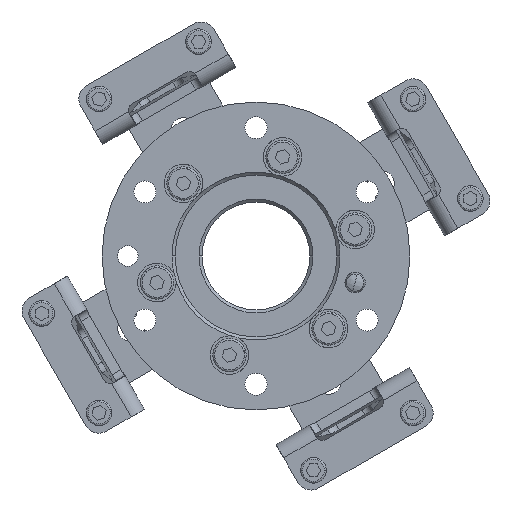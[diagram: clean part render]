
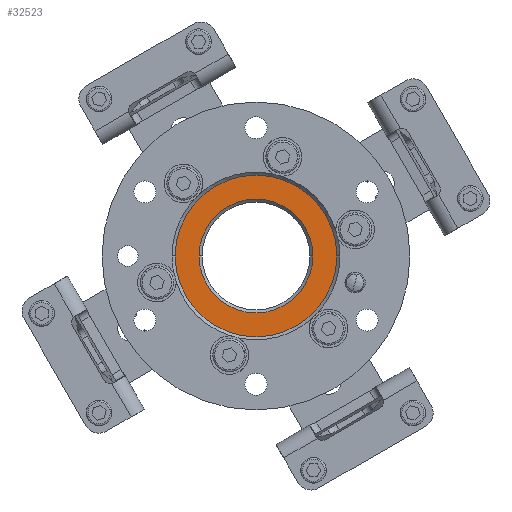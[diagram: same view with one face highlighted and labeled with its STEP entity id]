
A CAD part, left-side view. The second image highlights one B-rep face of the part: STEP entity #32523.
In plain terms, the highlighted planar face has unit normal (-1, 0, 0).
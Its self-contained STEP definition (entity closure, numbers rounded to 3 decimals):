
#1405 = AXIS2_PLACEMENT_3D ( 'NONE', #19871, #12087, #14759 ) ;
#1842 = EDGE_CURVE ( 'NONE', #8548, #20998, #4129, .T. ) ;
#1866 = DIRECTION ( 'NONE',  ( 0., -1., 0. ) ) ;
#2722 = CARTESIAN_POINT ( 'NONE',  ( -4., 0., 0. ) ) ;
#4129 = CIRCLE ( 'NONE', #1405, 31.5 ) ;
#7468 = PLANE ( 'NONE',  #32178 ) ;
#7657 = CARTESIAN_POINT ( 'NONE',  ( -4., -31.5, 0. ) ) ;
#8045 = AXIS2_PLACEMENT_3D ( 'NONE', #9226, #17001, #30083 ) ;
#8548 = VERTEX_POINT ( 'NONE', #32479 ) ;
#9226 = CARTESIAN_POINT ( 'NONE',  ( -4., 0., 0. ) ) ;
#9756 = EDGE_LOOP ( 'NONE', ( #29864, #20395 ) ) ;
#10166 = CIRCLE ( 'NONE', #11835, 22.2 ) ;
#10875 = ORIENTED_EDGE ( 'NONE', *, *, #1842, .F. ) ;
#11835 = AXIS2_PLACEMENT_3D ( 'NONE', #17341, #27712, #1866 ) ;
#12087 = DIRECTION ( 'NONE',  ( 1., 0., 0. ) ) ;
#12222 = EDGE_CURVE ( 'NONE', #20998, #8548, #32979, .T. ) ;
#14759 = DIRECTION ( 'NONE',  ( 0., -1., 0. ) ) ;
#15440 = FACE_OUTER_BOUND ( 'NONE', #24983, .T. ) ;
#15959 = DIRECTION ( 'NONE',  ( 0., -1., 0. ) ) ;
#17001 = DIRECTION ( 'NONE',  ( 1., 0., 0. ) ) ;
#17341 = CARTESIAN_POINT ( 'NONE',  ( -4., 0., 0. ) ) ;
#17651 = DIRECTION ( 'NONE',  ( 0., -1., 0. ) ) ;
#18174 = DIRECTION ( 'NONE',  ( 1., 0., 0. ) ) ;
#19871 = CARTESIAN_POINT ( 'NONE',  ( -4., 0., 0. ) ) ;
#20395 = ORIENTED_EDGE ( 'NONE', *, *, #33244, .T. ) ;
#20998 = VERTEX_POINT ( 'NONE', #7657 ) ;
#21874 = AXIS2_PLACEMENT_3D ( 'NONE', #2722, #18174, #15959 ) ;
#22949 = FACE_BOUND ( 'NONE', #9756, .T. ) ;
#24751 = VERTEX_POINT ( 'NONE', #26834 ) ;
#24983 = EDGE_LOOP ( 'NONE', ( #30139, #10875 ) ) ;
#25675 = CARTESIAN_POINT ( 'NONE',  ( -4., 22.2, 0. ) ) ;
#26834 = CARTESIAN_POINT ( 'NONE',  ( -4., -22.2, 0. ) ) ;
#27238 = VERTEX_POINT ( 'NONE', #25675 ) ;
#27712 = DIRECTION ( 'NONE',  ( 1., 0., 0. ) ) ;
#29463 = EDGE_CURVE ( 'NONE', #27238, #24751, #10166, .T. ) ;
#29864 = ORIENTED_EDGE ( 'NONE', *, *, #29463, .T. ) ;
#29971 = CIRCLE ( 'NONE', #21874, 22.2 ) ;
#30083 = DIRECTION ( 'NONE',  ( 0., -1., 0. ) ) ;
#30139 = ORIENTED_EDGE ( 'NONE', *, *, #12222, .F. ) ;
#31074 = CARTESIAN_POINT ( 'NONE',  ( -4., 21., 0. ) ) ;
#32178 = AXIS2_PLACEMENT_3D ( 'NONE', #31074, #33625, #17651 ) ;
#32479 = CARTESIAN_POINT ( 'NONE',  ( -4., 31.5, 0. ) ) ;
#32523 = ADVANCED_FACE ( 'NONE', ( #22949, #15440 ), #7468, .F. ) ;
#32979 = CIRCLE ( 'NONE', #8045, 31.5 ) ;
#33244 = EDGE_CURVE ( 'NONE', #24751, #27238, #29971, .T. ) ;
#33625 = DIRECTION ( 'NONE',  ( 1., 0., 0. ) ) ;
